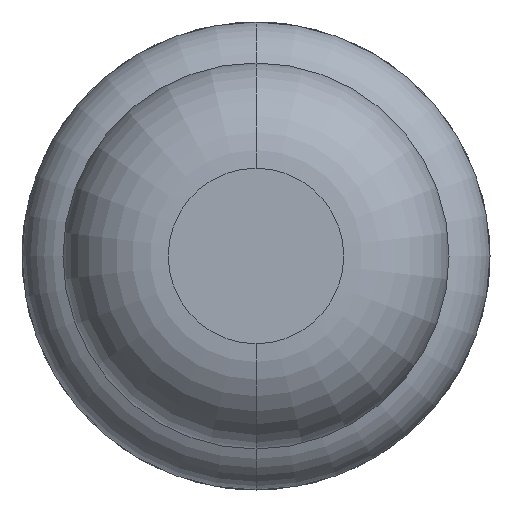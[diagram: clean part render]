
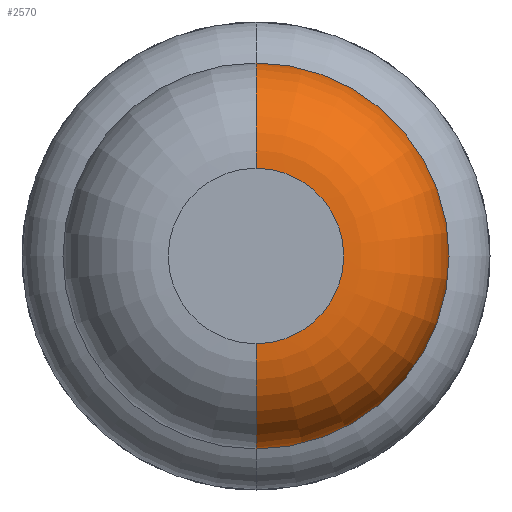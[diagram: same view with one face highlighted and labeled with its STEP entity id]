
A CAD part, front view. The second image highlights one B-rep face of the part: STEP entity #2570.
In plain terms, the highlighted toroidal (fillet/blend) face has major radius 0.375 mm and minor radius 0.45 mm.
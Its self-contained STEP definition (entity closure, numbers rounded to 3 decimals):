
#83 = DIRECTION ( 'NONE',  ( 0., 0., -1. ) ) ;
#234 = VERTEX_POINT ( 'NONE', #1414 ) ;
#314 = DIRECTION ( 'NONE',  ( 0., 1., 0. ) ) ;
#361 = CARTESIAN_POINT ( 'NONE',  ( 0., -23.55, 0.825 ) ) ;
#405 = ORIENTED_EDGE ( 'NONE', *, *, #3513, .F. ) ;
#632 = DIRECTION ( 'NONE',  ( 0., 0., 1. ) ) ;
#714 = DIRECTION ( 'NONE',  ( 1., 0., 0. ) ) ;
#1052 = DIRECTION ( 'NONE',  ( -1., 0., 0. ) ) ;
#1100 = DIRECTION ( 'NONE',  ( 0., 1., 0. ) ) ;
#1287 = AXIS2_PLACEMENT_3D ( 'NONE', #2682, #314, #1824 ) ;
#1332 = CARTESIAN_POINT ( 'NONE',  ( 0., -23.55, -0.375 ) ) ;
#1376 = CIRCLE ( 'NONE', #2664, 0.45 ) ;
#1414 = CARTESIAN_POINT ( 'NONE',  ( 0., -23.55, -0.825 ) ) ;
#1515 = DIRECTION ( 'NONE',  ( 0., 1., 0. ) ) ;
#1541 = CARTESIAN_POINT ( 'NONE',  ( 0., -24., -0.375 ) ) ;
#1554 = CIRCLE ( 'NONE', #2539, 0.825 ) ;
#1607 = CIRCLE ( 'NONE', #2365, 0.45 ) ;
#1824 = DIRECTION ( 'NONE',  ( 0., 0., 1. ) ) ;
#1868 = EDGE_CURVE ( 'Defeature ausgef�hrt1_2+Defeature ausgef�hrt1_1+Defeature ausgef�hrt1_1+Defeature ausgef�hrt1_1', #2356, #3740, #3356, .T. ) ;
#2028 = EDGE_CURVE ( 'NONE', #3740, #234, #1607, .T. ) ;
#2317 = TOROIDAL_SURFACE ( 'NONE', #1287, 0.375, 0.45 ) ;
#2356 = VERTEX_POINT ( 'NONE', #2944 ) ;
#2365 = AXIS2_PLACEMENT_3D ( 'NONE', #1332, #714, #83 ) ;
#2539 = AXIS2_PLACEMENT_3D ( 'NONE', #3527, #1100, #3512 ) ;
#2567 = EDGE_LOOP ( 'NONE', ( #3276, #3627, #405, #3286 ) ) ;
#2570 = ADVANCED_FACE ( 'Defeature ausgef�hrt1_2', ( #3133 ), #2317, .T. ) ;
#2664 = AXIS2_PLACEMENT_3D ( 'NONE', #3154, #1052, #3170 ) ;
#2682 = CARTESIAN_POINT ( 'NONE',  ( 0., -23.55, 0. ) ) ;
#2911 = AXIS2_PLACEMENT_3D ( 'NONE', #3372, #1515, #632 ) ;
#2921 = VERTEX_POINT ( 'NONE', #361 ) ;
#2944 = CARTESIAN_POINT ( 'NONE',  ( 0., -24., 0.375 ) ) ;
#3133 = FACE_OUTER_BOUND ( 'NONE', #2567, .T. ) ;
#3154 = CARTESIAN_POINT ( 'NONE',  ( 0., -23.55, 0.375 ) ) ;
#3170 = DIRECTION ( 'NONE',  ( 0., 0., 1. ) ) ;
#3276 = ORIENTED_EDGE ( 'NONE', *, *, #1868, .T. ) ;
#3286 = ORIENTED_EDGE ( 'NONE', *, *, #3443, .F. ) ;
#3356 = CIRCLE ( 'NONE', #2911, 0.375 ) ;
#3372 = CARTESIAN_POINT ( 'NONE',  ( 0., -24., 0. ) ) ;
#3443 = EDGE_CURVE ( 'NONE', #2356, #2921, #1376, .T. ) ;
#3512 = DIRECTION ( 'NONE',  ( 0., 0., 1. ) ) ;
#3513 = EDGE_CURVE ( 'Defeature ausgef�hrt1_3+Defeature ausgef�hrt1_2+Defeature ausgef�hrt1_2+Defeature ausgef�hrt1_2', #2921, #234, #1554, .T. ) ;
#3527 = CARTESIAN_POINT ( 'NONE',  ( 0., -23.55, 0. ) ) ;
#3627 = ORIENTED_EDGE ( 'NONE', *, *, #2028, .T. ) ;
#3740 = VERTEX_POINT ( 'NONE', #1541 ) ;
